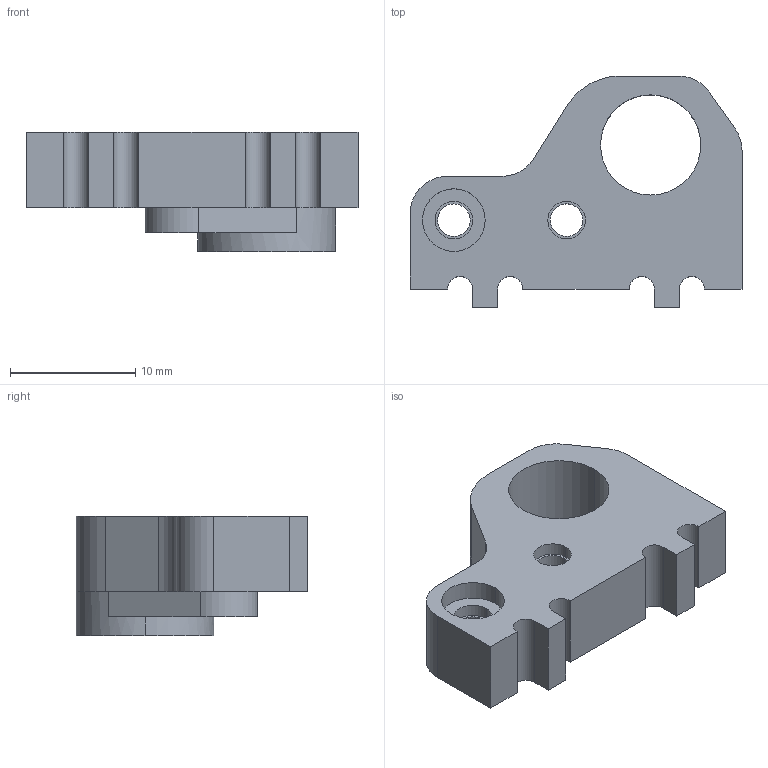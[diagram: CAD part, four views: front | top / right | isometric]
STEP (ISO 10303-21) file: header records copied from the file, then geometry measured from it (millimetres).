
FILE_DESCRIPTION (( 'STEP AP214' ), '1' );
FILE_NAME ('getriebe_gehause_rechts.STEP', '2017-05-24T20:48:32', ( '' ), ( '' ), 'SwSTEP 2.0', 'SolidWorks 2017', '' );
FILE_SCHEMA (( 'AUTOMOTIVE_DESIGN' ));
Length unit declared in the file: millimetre
Products named in the file (1): getriebe_gehause_rechts
Bounding box: 26.5 x 18.5 x 9.5 mm (x, y, z)
Volume: 1907.7 mm3; surface area: 1625.8 mm2
Topology: 1 solids, 1 shells, 57 faces, 146 edges, 97 vertices
Faces by surface type: cylinder 30, plane 27
Entity records: 1801 total; most frequent: DIRECTION 325, CARTESIAN_POINT 301, ORIENTED_EDGE 292, EDGE_CURVE 146, AXIS2_PLACEMENT_3D 121, VERTEX_POINT 97, LINE 83, VECTOR 83
